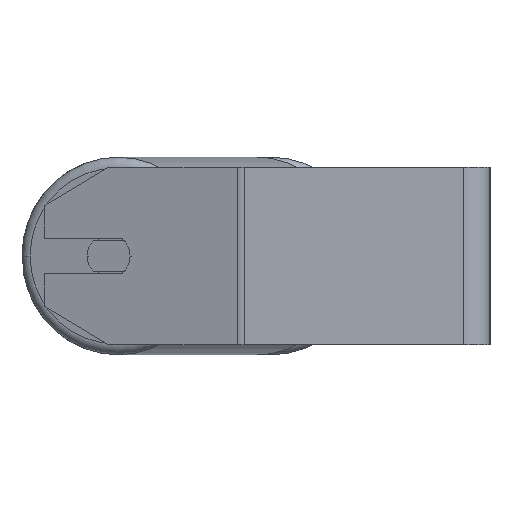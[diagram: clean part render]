
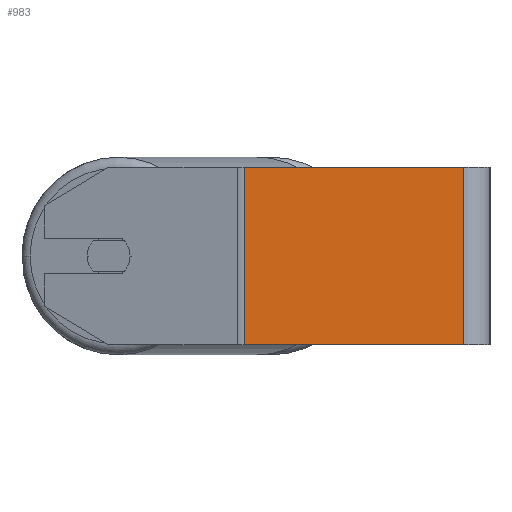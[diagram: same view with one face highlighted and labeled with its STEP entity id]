
A CAD part, left-side view. The second image highlights one B-rep face of the part: STEP entity #983.
In plain terms, the highlighted planar face has unit normal (-1, 0, 0).
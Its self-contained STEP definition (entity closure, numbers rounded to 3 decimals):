
#644 = CARTESIAN_POINT ( 'NONE',  ( -430., 110.699, 40. ) ) ;
#963 = ORIENTED_EDGE ( 'NONE', *, *, #4980, .T. ) ;
#983 = ADVANCED_FACE ( 'NONE', ( #6239 ), #4793, .F. ) ;
#995 = CARTESIAN_POINT ( 'NONE',  ( -430., 12., 40. ) ) ;
#1074 = ORIENTED_EDGE ( 'NONE', *, *, #3268, .F. ) ;
#1694 = VERTEX_POINT ( 'NONE', #7942 ) ;
#1883 = CARTESIAN_POINT ( 'NONE',  ( -430., 112.279, -40. ) ) ;
#2559 = LINE ( 'NONE', #1883, #4083 ) ;
#2705 = CARTESIAN_POINT ( 'NONE',  ( -430., 112.279, 40. ) ) ;
#2796 = AXIS2_PLACEMENT_3D ( 'NONE', #2705, #7491, #4919 ) ;
#3268 = EDGE_CURVE ( 'NONE', #8734, #6170, #6022, .T. ) ;
#3331 = VECTOR ( 'NONE', #6683, 1000. ) ;
#3472 = VECTOR ( 'NONE', #8664, 1000. ) ;
#3989 = CARTESIAN_POINT ( 'NONE',  ( -430., 12., 40. ) ) ;
#4083 = VECTOR ( 'NONE', #8617, 1000. ) ;
#4229 = VERTEX_POINT ( 'NONE', #7515 ) ;
#4417 = EDGE_LOOP ( 'NONE', ( #5779, #1074, #6230, #963 ) ) ;
#4793 = PLANE ( 'NONE',  #2796 ) ;
#4919 = DIRECTION ( 'NONE',  ( 0., 0., -1. ) ) ;
#4980 = EDGE_CURVE ( 'NONE', #1694, #4229, #7287, .T. ) ;
#5735 = LINE ( 'NONE', #7602, #8759 ) ;
#5779 = ORIENTED_EDGE ( 'NONE', *, *, #7957, .T. ) ;
#6022 = LINE ( 'NONE', #3989, #3331 ) ;
#6170 = VERTEX_POINT ( 'NONE', #7219 ) ;
#6230 = ORIENTED_EDGE ( 'NONE', *, *, #8320, .F. ) ;
#6239 = FACE_OUTER_BOUND ( 'NONE', #4417, .T. ) ;
#6683 = DIRECTION ( 'NONE',  ( 0., 0., -1. ) ) ;
#6929 = DIRECTION ( 'NONE',  ( 0., -1., 0. ) ) ;
#7219 = CARTESIAN_POINT ( 'NONE',  ( -430., 12., -40. ) ) ;
#7287 = LINE ( 'NONE', #644, #3472 ) ;
#7491 = DIRECTION ( 'NONE',  ( 1., 0., 0. ) ) ;
#7515 = CARTESIAN_POINT ( 'NONE',  ( -430., 110.699, -40. ) ) ;
#7602 = CARTESIAN_POINT ( 'NONE',  ( -430., 112.279, 40. ) ) ;
#7942 = CARTESIAN_POINT ( 'NONE',  ( -430., 110.699, 40. ) ) ;
#7957 = EDGE_CURVE ( 'NONE', #4229, #6170, #2559, .T. ) ;
#8320 = EDGE_CURVE ( 'NONE', #1694, #8734, #5735, .T. ) ;
#8617 = DIRECTION ( 'NONE',  ( 0., -1., 0. ) ) ;
#8664 = DIRECTION ( 'NONE',  ( 0., 0., -1. ) ) ;
#8734 = VERTEX_POINT ( 'NONE', #995 ) ;
#8759 = VECTOR ( 'NONE', #6929, 1000. ) ;
